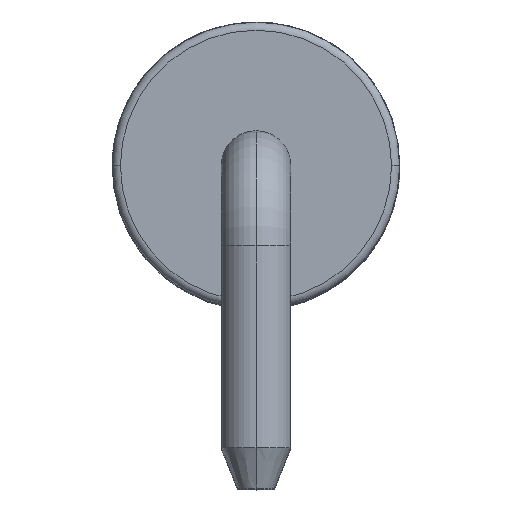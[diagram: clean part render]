
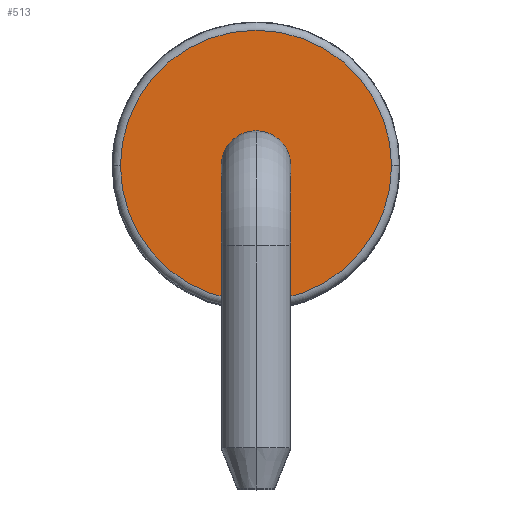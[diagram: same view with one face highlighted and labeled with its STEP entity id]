
A CAD part, top view. The second image highlights one B-rep face of the part: STEP entity #513.
In plain terms, the highlighted planar face has unit normal (0, 0, 1).
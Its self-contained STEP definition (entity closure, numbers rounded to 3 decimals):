
#401 = ORIENTED_EDGE ( 'NONE', *, *, #402, .T. ) ;
#402 = EDGE_CURVE ( 'NONE', #444, #473, #624, .T. ) ;
#403 = EDGE_LOOP ( 'NONE', ( #404, #405 ) ) ;
#404 = ORIENTED_EDGE ( 'NONE', *, *, #494, .T. ) ;
#405 = ORIENTED_EDGE ( 'NONE', *, *, #406, .T. ) ;
#406 = EDGE_CURVE ( 'NONE', #495, #493, #614, .T. ) ;
#444 = VERTEX_POINT ( 'NONE', #754 ) ;
#472 = EDGE_CURVE ( 'NONE', #473, #444, #888, .T. ) ;
#473 = VERTEX_POINT ( 'NONE', #884 ) ;
#493 = VERTEX_POINT ( 'NONE', #953 ) ;
#494 = EDGE_CURVE ( 'NONE', #493, #495, #952, .T. ) ;
#495 = VERTEX_POINT ( 'NONE', #947 ) ;
#507 = ORIENTED_EDGE ( 'NONE', *, *, #472, .T. ) ;
#513 = ADVANCED_FACE ( 'NONE', ( #932, #928 ), #976, .T. ) ;
#514 = EDGE_LOOP ( 'NONE', ( #507, #401 ) ) ;
#610 = DIRECTION ( 'NONE',  ( 1., 0., 0. ) ) ;
#611 = DIRECTION ( 'NONE',  ( 0., 0., -1. ) ) ;
#612 = CARTESIAN_POINT ( 'NONE',  ( 0., 3., 4.54 ) ) ;
#613 = AXIS2_PLACEMENT_3D ( 'NONE', #612, #611, #610 ) ;
#614 = CIRCLE ( 'NONE', #613, 0.43 ) ;
#616 = DIRECTION ( 'NONE',  ( 1., 0., 0. ) ) ;
#617 = DIRECTION ( 'NONE',  ( 0., 0., 1. ) ) ;
#618 = CARTESIAN_POINT ( 'NONE',  ( 0., 3., 4.54 ) ) ;
#619 = AXIS2_PLACEMENT_3D ( 'NONE', #618, #617, #616 ) ;
#624 = CIRCLE ( 'NONE', #619, 1.68 ) ;
#754 = CARTESIAN_POINT ( 'NONE',  ( -1.68, 3., 4.54 ) ) ;
#840 = CARTESIAN_POINT ( 'NONE',  ( 0., 3., 4.54 ) ) ;
#884 = CARTESIAN_POINT ( 'NONE',  ( 1.68, 3., 4.54 ) ) ;
#885 = DIRECTION ( 'NONE',  ( 1., 0., 0. ) ) ;
#886 = DIRECTION ( 'NONE',  ( 0., 0., 1. ) ) ;
#887 = AXIS2_PLACEMENT_3D ( 'NONE', #840, #886, #885 ) ;
#888 = CIRCLE ( 'NONE', #887, 1.68 ) ;
#928 = FACE_BOUND ( 'NONE', #403, .T. ) ;
#932 = FACE_OUTER_BOUND ( 'NONE', #514, .T. ) ;
#947 = CARTESIAN_POINT ( 'NONE',  ( 0., 2.57, 4.54 ) ) ;
#948 = DIRECTION ( 'NONE',  ( 1., 0., 0. ) ) ;
#949 = DIRECTION ( 'NONE',  ( 0., 0., -1. ) ) ;
#950 = CARTESIAN_POINT ( 'NONE',  ( 0., 3., 4.54 ) ) ;
#951 = AXIS2_PLACEMENT_3D ( 'NONE', #950, #949, #948 ) ;
#952 = CIRCLE ( 'NONE', #951, 0.43 ) ;
#953 = CARTESIAN_POINT ( 'NONE',  ( 0., 3.43, 4.54 ) ) ;
#970 = DIRECTION ( 'NONE',  ( 1., 0., 0. ) ) ;
#971 = DIRECTION ( 'NONE',  ( 0., 0., 1. ) ) ;
#972 = CARTESIAN_POINT ( 'NONE',  ( 0., 3., 4.54 ) ) ;
#973 = AXIS2_PLACEMENT_3D ( 'NONE', #972, #971, #970 ) ;
#976 = PLANE ( 'NONE',  #973 ) ;
